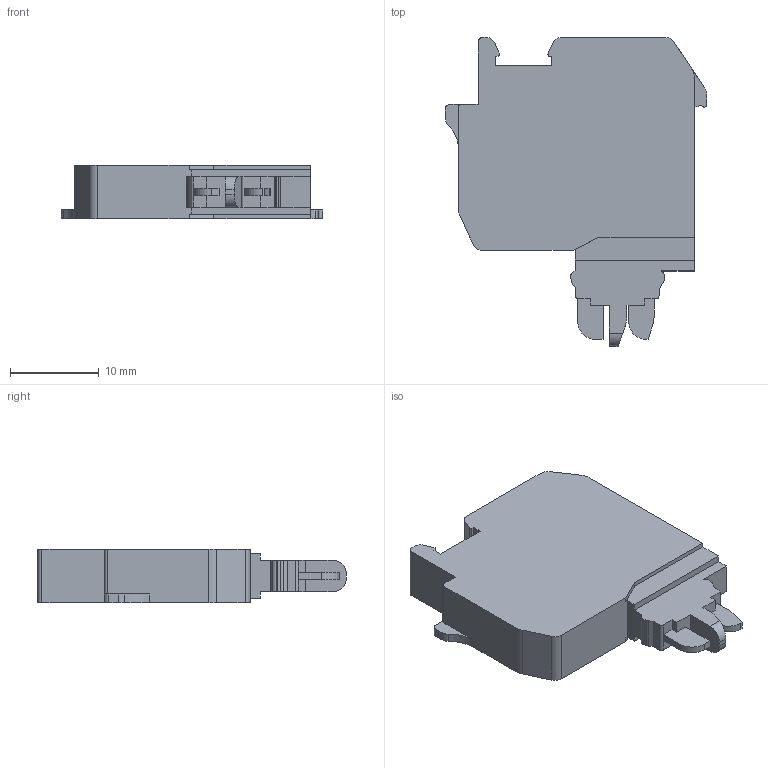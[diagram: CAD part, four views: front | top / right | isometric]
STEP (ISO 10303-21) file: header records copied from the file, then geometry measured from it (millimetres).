
FILE_DESCRIPTION(('STEP AP214'),'1');
FILE_NAME(' ',' ',('TraceParts'),('TraceParts S.A.'),'XStep 1.0',' ',' ');
FILE_SCHEMA(('automotive_design'));
Length unit declared in the file: millimetre
Products named in the file (1): NSYTRASF520N
Bounding box: 29.5 x 34.85 x 6.05 mm (x, y, z)
Volume: 3751.3 mm3; surface area: 2323.4 mm2
Topology: 1 solids, 1 shells, 121 faces, 349 edges, 232 vertices
Faces by surface type: plane 83, cylinder 34, bspline 4
Entity records: 4308 total; most frequent: CARTESIAN_POINT 1085, ORIENTED_EDGE 698, DIRECTION 633, EDGE_CURVE 349, LINE 277, VECTOR 277, VERTEX_POINT 232, AXIS2_PLACEMENT_3D 178
